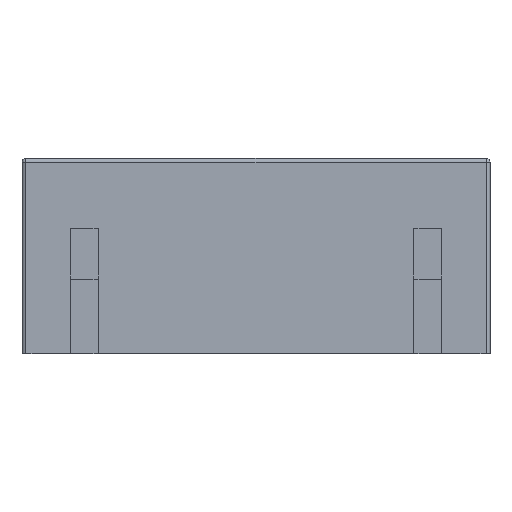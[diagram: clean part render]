
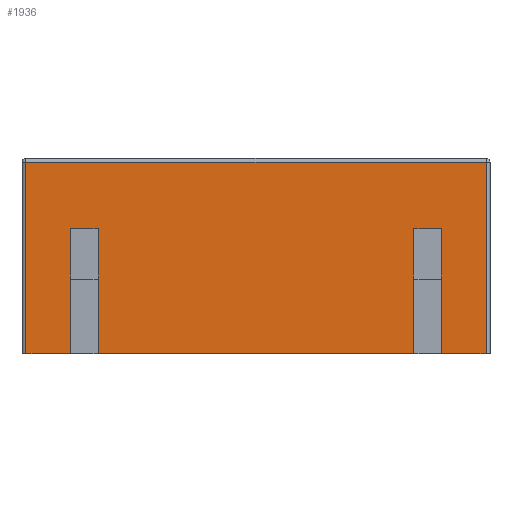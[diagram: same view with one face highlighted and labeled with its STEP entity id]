
A CAD part, front view. The second image highlights one B-rep face of the part: STEP entity #1936.
In plain terms, the highlighted face is planar.
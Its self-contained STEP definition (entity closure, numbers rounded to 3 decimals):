
#99=LINE('',#2988,#279);
#104=LINE('',#3012,#284);
#108=LINE('',#3021,#288);
#148=LINE('',#3124,#328);
#152=LINE('',#3132,#332);
#156=LINE('',#3139,#336);
#174=LINE('',#3176,#354);
#189=LINE('',#3204,#369);
#191=LINE('',#3209,#371);
#192=LINE('',#3210,#372);
#193=LINE('',#3212,#373);
#194=LINE('',#3213,#374);
#279=VECTOR('',#2459,4.9);
#284=VECTOR('',#2484,11.8);
#288=VECTOR('',#2494,4.9);
#328=VECTOR('',#2594,1.15);
#332=VECTOR('',#2598,8.1);
#336=VECTOR('',#2602,1.15);
#354=VECTOR('',#2628,3.2);
#369=VECTOR('',#2651,3.2);
#371=VECTOR('',#2657,3.2);
#372=VECTOR('',#2658,0.7);
#373=VECTOR('',#2659,3.2);
#374=VECTOR('',#2660,0.7);
#536=PLANE('',#2139);
#710=FACE_OUTER_BOUND('',#858,.T.);
#858=EDGE_LOOP('',(#1721,#1722,#1723,#1724,#1725,#1726,#1727,#1728,#1729,
#1730,#1731,#1732));
#1008=VERTEX_POINT('',#2977);
#1011=VERTEX_POINT('',#2984);
#1019=VERTEX_POINT('',#3005);
#1023=VERTEX_POINT('',#3019);
#1056=VERTEX_POINT('',#3123);
#1059=VERTEX_POINT('',#3129);
#1060=VERTEX_POINT('',#3131);
#1063=VERTEX_POINT('',#3137);
#1078=VERTEX_POINT('',#3175);
#1087=VERTEX_POINT('',#3203);
#1088=VERTEX_POINT('',#3208);
#1089=VERTEX_POINT('',#3211);
#1199=EDGE_CURVE('',#1008,#1011,#99,.T.);
#1210=EDGE_CURVE('',#1019,#1008,#104,.T.);
#1215=EDGE_CURVE('',#1023,#1019,#108,.T.);
#1268=EDGE_CURVE('',#1011,#1056,#148,.T.);
#1272=EDGE_CURVE('',#1059,#1060,#152,.T.);
#1276=EDGE_CURVE('',#1063,#1023,#156,.T.);
#1294=EDGE_CURVE('',#1078,#1056,#174,.T.);
#1309=EDGE_CURVE('',#1087,#1060,#189,.T.);
#1311=EDGE_CURVE('',#1063,#1088,#191,.T.);
#1312=EDGE_CURVE('',#1088,#1087,#192,.T.);
#1313=EDGE_CURVE('',#1059,#1089,#193,.T.);
#1314=EDGE_CURVE('',#1089,#1078,#194,.T.);
#1721=ORIENTED_EDGE('',*,*,#1215,.F.);
#1722=ORIENTED_EDGE('',*,*,#1276,.F.);
#1723=ORIENTED_EDGE('',*,*,#1311,.T.);
#1724=ORIENTED_EDGE('',*,*,#1312,.T.);
#1725=ORIENTED_EDGE('',*,*,#1309,.T.);
#1726=ORIENTED_EDGE('',*,*,#1272,.F.);
#1727=ORIENTED_EDGE('',*,*,#1313,.T.);
#1728=ORIENTED_EDGE('',*,*,#1314,.T.);
#1729=ORIENTED_EDGE('',*,*,#1294,.T.);
#1730=ORIENTED_EDGE('',*,*,#1268,.F.);
#1731=ORIENTED_EDGE('',*,*,#1199,.F.);
#1732=ORIENTED_EDGE('',*,*,#1210,.F.);
#1936=ADVANCED_FACE('',(#710),#536,.F.);
#2139=AXIS2_PLACEMENT_3D('',#3207,#2655,#2656);
#2459=DIRECTION('',(0.,-1.,0.));
#2484=DIRECTION('',(1.,0.,0.));
#2494=DIRECTION('',(0.,1.,0.));
#2594=DIRECTION('',(-1.,0.,0.));
#2598=DIRECTION('',(-1.,0.,0.));
#2602=DIRECTION('',(-1.,0.,0.));
#2628=DIRECTION('',(0.,-1.,0.));
#2651=DIRECTION('',(0.,-1.,0.));
#2655=DIRECTION('center_axis',(0.,0.,-1.));
#2656=DIRECTION('ref_axis',(-1.,0.,0.));
#2657=DIRECTION('',(0.,1.,0.));
#2658=DIRECTION('',(1.,0.,0.));
#2659=DIRECTION('',(0.,1.,0.));
#2660=DIRECTION('',(1.,0.,0.));
#2977=CARTESIAN_POINT('',(5.9,4.9,0.));
#2984=CARTESIAN_POINT('',(5.9,0.,0.));
#2988=CARTESIAN_POINT('',(5.9,2.5,0.));
#3005=CARTESIAN_POINT('',(-5.9,4.9,0.));
#3012=CARTESIAN_POINT('',(6.,4.9,0.));
#3019=CARTESIAN_POINT('',(-5.9,0.,0.));
#3021=CARTESIAN_POINT('',(-5.9,2.5,0.));
#3123=CARTESIAN_POINT('',(4.75,0.,0.));
#3124=CARTESIAN_POINT('',(6.,0.,0.));
#3129=CARTESIAN_POINT('',(4.05,0.,0.));
#3131=CARTESIAN_POINT('',(-4.05,0.,0.));
#3132=CARTESIAN_POINT('',(6.,0.,0.));
#3137=CARTESIAN_POINT('',(-4.75,0.,0.));
#3139=CARTESIAN_POINT('',(6.,0.,0.));
#3175=CARTESIAN_POINT('',(4.75,3.2,0.));
#3176=CARTESIAN_POINT('',(4.75,3.2,0.));
#3203=CARTESIAN_POINT('',(-4.05,3.2,0.));
#3204=CARTESIAN_POINT('',(-4.05,3.2,0.));
#3207=CARTESIAN_POINT('Origin',(6.,0.,0.));
#3208=CARTESIAN_POINT('',(-4.75,3.2,0.));
#3209=CARTESIAN_POINT('',(-4.75,3.2,0.));
#3210=CARTESIAN_POINT('',(-4.75,3.2,0.));
#3211=CARTESIAN_POINT('',(4.05,3.2,0.));
#3212=CARTESIAN_POINT('',(4.05,3.2,0.));
#3213=CARTESIAN_POINT('',(4.75,3.2,0.));
